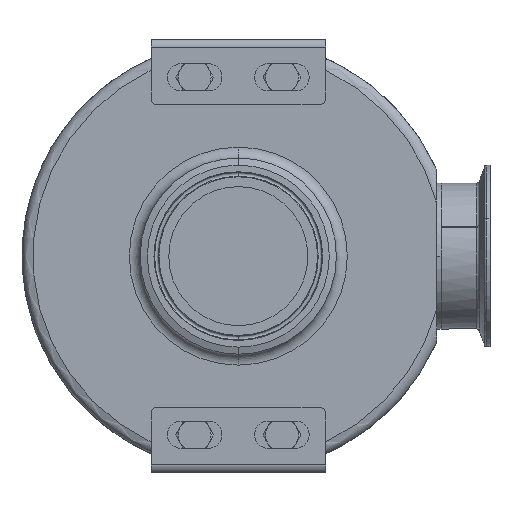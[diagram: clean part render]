
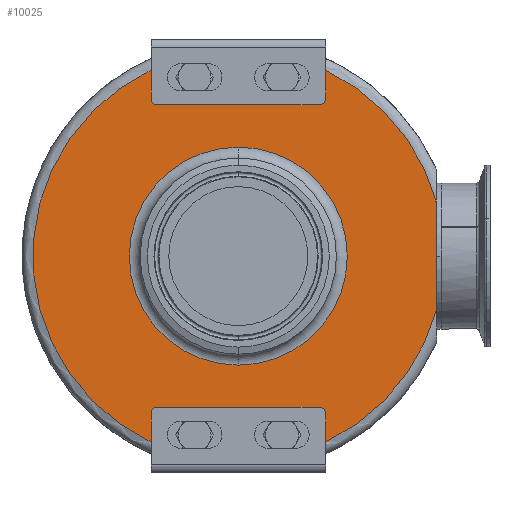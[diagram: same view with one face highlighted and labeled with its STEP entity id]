
A CAD part, front view. The second image highlights one B-rep face of the part: STEP entity #10025.
In plain terms, the highlighted planar face has unit normal (0, -1, 0).
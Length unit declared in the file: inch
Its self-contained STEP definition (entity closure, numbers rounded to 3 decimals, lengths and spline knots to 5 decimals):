
#51 = VERTEX_POINT ( 'NONE', #297 ) ;
#297 = CARTESIAN_POINT ( 'NONE',  ( -2., -2.07, -3.59461 ) ) ;
#313 = CIRCLE ( 'NONE', #13042, 0.125 ) ;
#381 = CARTESIAN_POINT ( 'NONE',  ( 2., -2.07, -3.59461 ) ) ;
#419 = EDGE_LOOP ( 'NONE', ( #1759, #7348 ) ) ;
#426 = CARTESIAN_POINT ( 'NONE',  ( 0., -2.07, 0. ) ) ;
#506 = DIRECTION ( 'NONE',  ( 0., 1., 0. ) ) ;
#545 = DIRECTION ( 'NONE',  ( 0., -1., 0. ) ) ;
#1014 = EDGE_CURVE ( 'NONE', #4011, #10454, #2637, .T. ) ;
#1136 = VECTOR ( 'NONE', #10740, 39.37008 ) ;
#1184 = LINE ( 'NONE', #5797, #1892 ) ;
#1235 = CIRCLE ( 'NONE', #7935, 0.125 ) ;
#1447 = DIRECTION ( 'NONE',  ( 0., 0., 1. ) ) ;
#1532 = VECTOR ( 'NONE', #6061, 39.37008 ) ;
#1615 = VERTEX_POINT ( 'NONE', #10933 ) ;
#1759 = ORIENTED_EDGE ( 'NONE', *, *, #6158, .T. ) ;
#1815 = CARTESIAN_POINT ( 'NONE',  ( 1.875, -2.07, 3.47568 ) ) ;
#1823 = ORIENTED_EDGE ( 'NONE', *, *, #13602, .F. ) ;
#1892 = VECTOR ( 'NONE', #13604, 39.37008 ) ;
#1914 = VERTEX_POINT ( 'NONE', #14078 ) ;
#2202 = CARTESIAN_POINT ( 'NONE',  ( 0., -2.07, 0. ) ) ;
#2274 = ORIENTED_EDGE ( 'NONE', *, *, #14118, .T. ) ;
#2443 = EDGE_CURVE ( 'NONE', #10454, #1914, #2597, .T. ) ;
#2537 = AXIS2_PLACEMENT_3D ( 'NONE', #10754, #9464, #2977 ) ;
#2597 = CIRCLE ( 'NONE', #2537, 4.71 ) ;
#2614 = CARTESIAN_POINT ( 'NONE',  ( 4.55, -2.07, 0. ) ) ;
#2637 = LINE ( 'NONE', #2614, #14110 ) ;
#2867 = CARTESIAN_POINT ( 'NONE',  ( 2., -2.07, -4.78211 ) ) ;
#2977 = DIRECTION ( 'NONE',  ( 0., 0., 1. ) ) ;
#3074 = LINE ( 'NONE', #9373, #1532 ) ;
#3250 = CARTESIAN_POINT ( 'NONE',  ( -2., -2.07, 3.60068 ) ) ;
#3394 = EDGE_CURVE ( 'NONE', #51, #13657, #11788, .T. ) ;
#3484 = EDGE_CURVE ( 'NONE', #3663, #7509, #4277, .T. ) ;
#3663 = VERTEX_POINT ( 'NONE', #5513 ) ;
#3756 = CARTESIAN_POINT ( 'NONE',  ( 1.875, -2.07, -3.59461 ) ) ;
#3905 = ORIENTED_EDGE ( 'NONE', *, *, #13194, .F. ) ;
#4011 = VERTEX_POINT ( 'NONE', #7502 ) ;
#4031 = CARTESIAN_POINT ( 'NONE',  ( 4.55, -2.07, 1.21721 ) ) ;
#4036 = AXIS2_PLACEMENT_3D ( 'NONE', #426, #4665, #6895 ) ;
#4037 = ORIENTED_EDGE ( 'NONE', *, *, #2443, .T. ) ;
#4077 = VERTEX_POINT ( 'NONE', #6360 ) ;
#4277 = LINE ( 'NONE', #2867, #7402 ) ;
#4417 = CARTESIAN_POINT ( 'NONE',  ( 1.875, -2.07, 3.60068 ) ) ;
#4558 = VERTEX_POINT ( 'NONE', #10119 ) ;
#4665 = DIRECTION ( 'NONE',  ( 0., -1., 0. ) ) ;
#4686 = FACE_BOUND ( 'NONE', #419, .T. ) ;
#4703 = ORIENTED_EDGE ( 'NONE', *, *, #13817, .T. ) ;
#4804 = VERTEX_POINT ( 'NONE', #1815 ) ;
#4847 = EDGE_CURVE ( 'NONE', #4077, #13657, #8422, .T. ) ;
#5080 = AXIS2_PLACEMENT_3D ( 'NONE', #10101, #506, #8154 ) ;
#5197 = CARTESIAN_POINT ( 'NONE',  ( 0., -2.07, 0. ) ) ;
#5214 = VERTEX_POINT ( 'NONE', #6588 ) ;
#5218 = DIRECTION ( 'NONE',  ( 0., 0., 1. ) ) ;
#5230 = CARTESIAN_POINT ( 'NONE',  ( 2., -2.07, -3.46961 ) ) ;
#5513 = CARTESIAN_POINT ( 'NONE',  ( 2., -2.07, -4.26428 ) ) ;
#5586 = CARTESIAN_POINT ( 'NONE',  ( -1.875, -2.07, 3.47568 ) ) ;
#5716 = DIRECTION ( 'NONE',  ( 0., 1., 0. ) ) ;
#5797 = CARTESIAN_POINT ( 'NONE',  ( -2., -2.07, -4.78211 ) ) ;
#5903 = ORIENTED_EDGE ( 'NONE', *, *, #13605, .T. ) ;
#5961 = CARTESIAN_POINT ( 'NONE',  ( 0., -2.07, 0. ) ) ;
#5963 = AXIS2_PLACEMENT_3D ( 'NONE', #2202, #8768, #9884 ) ;
#6061 = DIRECTION ( 'NONE',  ( 0., 0., -1. ) ) ;
#6129 = ORIENTED_EDGE ( 'NONE', *, *, #4847, .F. ) ;
#6141 = CIRCLE ( 'NONE', #5963, 2.5 ) ;
#6158 = EDGE_CURVE ( 'NONE', #9591, #5214, #8090, .T. ) ;
#6291 = DIRECTION ( 'NONE',  ( 0., 1., 0. ) ) ;
#6360 = CARTESIAN_POINT ( 'NONE',  ( 1.875, -2.07, -3.46961 ) ) ;
#6463 = EDGE_CURVE ( 'NONE', #4558, #4804, #313, .T. ) ;
#6478 = CARTESIAN_POINT ( 'NONE',  ( 0., -2.07, 2.5 ) ) ;
#6539 = DIRECTION ( 'NONE',  ( 0., 0., -1. ) ) ;
#6571 = DIRECTION ( 'NONE',  ( 0., 1., 0. ) ) ;
#6574 = FACE_OUTER_BOUND ( 'NONE', #12031, .T. ) ;
#6588 = CARTESIAN_POINT ( 'NONE',  ( 0., -2.07, -2.5 ) ) ;
#6782 = EDGE_CURVE ( 'NONE', #12179, #1615, #7557, .T. ) ;
#6877 = VECTOR ( 'NONE', #12648, 39.37008 ) ;
#6895 = DIRECTION ( 'NONE',  ( 0., 0., 1. ) ) ;
#7103 = EDGE_CURVE ( 'NONE', #5214, #9591, #6141, .T. ) ;
#7348 = ORIENTED_EDGE ( 'NONE', *, *, #7103, .T. ) ;
#7402 = VECTOR ( 'NONE', #5218, 39.37008 ) ;
#7502 = CARTESIAN_POINT ( 'NONE',  ( 4.55, -2.07, -1.21721 ) ) ;
#7509 = VERTEX_POINT ( 'NONE', #381 ) ;
#7557 = CIRCLE ( 'NONE', #8753, 4.71 ) ;
#7935 = AXIS2_PLACEMENT_3D ( 'NONE', #8833, #10005, #11136 ) ;
#8039 = EDGE_CURVE ( 'NONE', #4077, #7509, #13470, .T. ) ;
#8090 = CIRCLE ( 'NONE', #11843, 2.5 ) ;
#8154 = DIRECTION ( 'NONE',  ( 0., 0., 1. ) ) ;
#8271 = LINE ( 'NONE', #10411, #6877 ) ;
#8422 = LINE ( 'NONE', #5230, #1136 ) ;
#8753 = AXIS2_PLACEMENT_3D ( 'NONE', #5961, #545, #11582 ) ;
#8768 = DIRECTION ( 'NONE',  ( 0., 1., 0. ) ) ;
#8833 = CARTESIAN_POINT ( 'NONE',  ( -1.875, -2.07, 3.60068 ) ) ;
#8842 = ORIENTED_EDGE ( 'NONE', *, *, #6782, .T. ) ;
#9145 = LINE ( 'NONE', #10957, #11266 ) ;
#9195 = DIRECTION ( 'NONE',  ( 0., 0., -1. ) ) ;
#9235 = VERTEX_POINT ( 'NONE', #3250 ) ;
#9373 = CARTESIAN_POINT ( 'NONE',  ( 2., -2.07, 4.78818 ) ) ;
#9464 = DIRECTION ( 'NONE',  ( 0., -1., 0. ) ) ;
#9591 = VERTEX_POINT ( 'NONE', #6478 ) ;
#9813 = CARTESIAN_POINT ( 'NONE',  ( -1.875, -2.07, -3.46961 ) ) ;
#9884 = DIRECTION ( 'NONE',  ( 0., 0., 1. ) ) ;
#10005 = DIRECTION ( 'NONE',  ( 0., 1., 0. ) ) ;
#10025 = ADVANCED_FACE ( 'NONE', ( #6574, #4686 ), #10048, .F. ) ;
#10048 = PLANE ( 'NONE',  #5080 ) ;
#10101 = CARTESIAN_POINT ( 'NONE',  ( -2.5, -2.07, 0. ) ) ;
#10119 = CARTESIAN_POINT ( 'NONE',  ( 2., -2.07, 3.60068 ) ) ;
#10411 = CARTESIAN_POINT ( 'NONE',  ( -2., -2.07, 3.47568 ) ) ;
#10454 = VERTEX_POINT ( 'NONE', #4031 ) ;
#10678 = ORIENTED_EDGE ( 'NONE', *, *, #13464, .T. ) ;
#10740 = DIRECTION ( 'NONE',  ( -1., 0., 0. ) ) ;
#10754 = CARTESIAN_POINT ( 'NONE',  ( 0., -2.07, 0. ) ) ;
#10830 = ORIENTED_EDGE ( 'NONE', *, *, #6463, .T. ) ;
#10933 = CARTESIAN_POINT ( 'NONE',  ( -2., -2.07, -4.26428 ) ) ;
#10957 = CARTESIAN_POINT ( 'NONE',  ( -2., -2.07, 4.78818 ) ) ;
#10965 = VERTEX_POINT ( 'NONE', #5586 ) ;
#11136 = DIRECTION ( 'NONE',  ( 0., 0., 1. ) ) ;
#11266 = VECTOR ( 'NONE', #6539, 39.37008 ) ;
#11317 = CARTESIAN_POINT ( 'NONE',  ( -1.875, -2.07, -3.59461 ) ) ;
#11541 = CARTESIAN_POINT ( 'NONE',  ( -2., -2.07, 4.26428 ) ) ;
#11582 = DIRECTION ( 'NONE',  ( 0., 0., 1. ) ) ;
#11681 = AXIS2_PLACEMENT_3D ( 'NONE', #3756, #5716, #11858 ) ;
#11788 = CIRCLE ( 'NONE', #14335, 0.125 ) ;
#11843 = AXIS2_PLACEMENT_3D ( 'NONE', #5197, #6291, #14115 ) ;
#11858 = DIRECTION ( 'NONE',  ( 0., 0., -1. ) ) ;
#12031 = EDGE_LOOP ( 'NONE', ( #8842, #2274, #13475, #6129, #12145, #12384, #10678, #14076, #4037, #5903, #10830, #1823, #4703, #3905 ) ) ;
#12145 = ORIENTED_EDGE ( 'NONE', *, *, #8039, .T. ) ;
#12179 = VERTEX_POINT ( 'NONE', #11541 ) ;
#12288 = CIRCLE ( 'NONE', #4036, 4.71 ) ;
#12384 = ORIENTED_EDGE ( 'NONE', *, *, #3484, .F. ) ;
#12648 = DIRECTION ( 'NONE',  ( 1., 0., 0. ) ) ;
#13042 = AXIS2_PLACEMENT_3D ( 'NONE', #4417, #6571, #14380 ) ;
#13194 = EDGE_CURVE ( 'NONE', #12179, #9235, #9145, .T. ) ;
#13464 = EDGE_CURVE ( 'NONE', #3663, #4011, #12288, .T. ) ;
#13470 = CIRCLE ( 'NONE', #11681, 0.125 ) ;
#13475 = ORIENTED_EDGE ( 'NONE', *, *, #3394, .T. ) ;
#13602 = EDGE_CURVE ( 'NONE', #10965, #4804, #8271, .T. ) ;
#13604 = DIRECTION ( 'NONE',  ( 0., 0., 1. ) ) ;
#13605 = EDGE_CURVE ( 'NONE', #1914, #4558, #3074, .T. ) ;
#13656 = DIRECTION ( 'NONE',  ( 0., 1., 0. ) ) ;
#13657 = VERTEX_POINT ( 'NONE', #9813 ) ;
#13817 = EDGE_CURVE ( 'NONE', #10965, #9235, #1235, .T. ) ;
#14076 = ORIENTED_EDGE ( 'NONE', *, *, #1014, .T. ) ;
#14078 = CARTESIAN_POINT ( 'NONE',  ( 2., -2.07, 4.26428 ) ) ;
#14110 = VECTOR ( 'NONE', #1447, 39.37008 ) ;
#14115 = DIRECTION ( 'NONE',  ( 0., 0., 1. ) ) ;
#14118 = EDGE_CURVE ( 'NONE', #1615, #51, #1184, .T. ) ;
#14335 = AXIS2_PLACEMENT_3D ( 'NONE', #11317, #13656, #9195 ) ;
#14380 = DIRECTION ( 'NONE',  ( 0., 0., 1. ) ) ;
